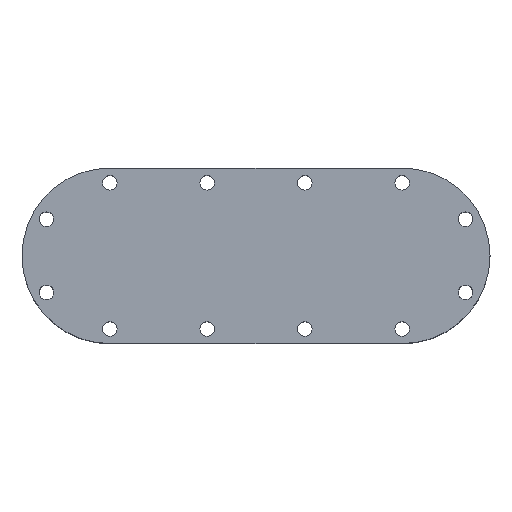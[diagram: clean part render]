
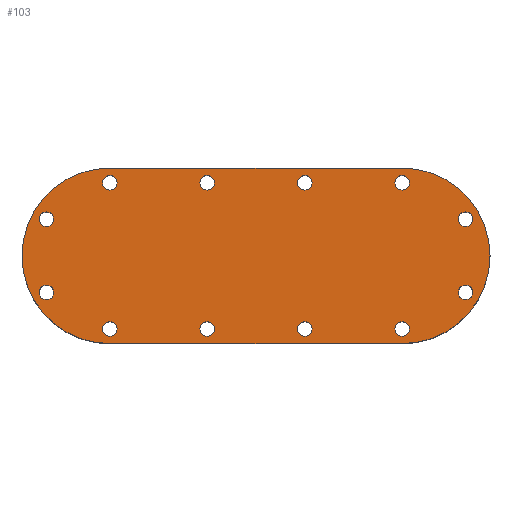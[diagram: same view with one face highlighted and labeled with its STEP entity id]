
A CAD part, top view. The second image highlights one B-rep face of the part: STEP entity #103.
In plain terms, the highlighted planar face has unit normal (0, 0, 1).
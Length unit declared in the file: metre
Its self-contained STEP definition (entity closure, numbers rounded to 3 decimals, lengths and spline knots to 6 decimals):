
#103 = ADVANCED_FACE( '', ( #142, #143, #144, #145, #146, #147, #148, #149, #150, #151, #152, #153, #154 ), #155, .T. );
#142 = FACE_BOUND( '', #286, .T. );
#143 = FACE_BOUND( '', #287, .T. );
#144 = FACE_BOUND( '', #288, .T. );
#145 = FACE_BOUND( '', #289, .T. );
#146 = FACE_BOUND( '', #290, .T. );
#147 = FACE_BOUND( '', #291, .T. );
#148 = FACE_BOUND( '', #292, .T. );
#149 = FACE_BOUND( '', #293, .T. );
#150 = FACE_BOUND( '', #294, .T. );
#151 = FACE_BOUND( '', #295, .T. );
#152 = FACE_BOUND( '', #296, .T. );
#153 = FACE_OUTER_BOUND( '', #297, .T. );
#154 = FACE_BOUND( '', #298, .T. );
#155 = PLANE( '', #299 );
#286 = EDGE_LOOP( '', ( #432 ) );
#287 = EDGE_LOOP( '', ( #433 ) );
#288 = EDGE_LOOP( '', ( #434 ) );
#289 = EDGE_LOOP( '', ( #435 ) );
#290 = EDGE_LOOP( '', ( #436 ) );
#291 = EDGE_LOOP( '', ( #437 ) );
#292 = EDGE_LOOP( '', ( #438 ) );
#293 = EDGE_LOOP( '', ( #439 ) );
#294 = EDGE_LOOP( '', ( #440 ) );
#295 = EDGE_LOOP( '', ( #441 ) );
#296 = EDGE_LOOP( '', ( #442 ) );
#297 = EDGE_LOOP( '', ( #443, #444, #445, #446 ) );
#298 = EDGE_LOOP( '', ( #447 ) );
#299 = AXIS2_PLACEMENT_3D( '', #448, #449, #450 );
#432 = ORIENTED_EDGE( '', *, *, #679, .T. );
#433 = ORIENTED_EDGE( '', *, *, #681, .T. );
#434 = ORIENTED_EDGE( '', *, *, #682, .T. );
#435 = ORIENTED_EDGE( '', *, *, #683, .T. );
#436 = ORIENTED_EDGE( '', *, *, #684, .T. );
#437 = ORIENTED_EDGE( '', *, *, #685, .T. );
#438 = ORIENTED_EDGE( '', *, *, #686, .T. );
#439 = ORIENTED_EDGE( '', *, *, #687, .T. );
#440 = ORIENTED_EDGE( '', *, *, #688, .T. );
#441 = ORIENTED_EDGE( '', *, *, #689, .T. );
#442 = ORIENTED_EDGE( '', *, *, #690, .T. );
#443 = ORIENTED_EDGE( '', *, *, #691, .T. );
#444 = ORIENTED_EDGE( '', *, *, #692, .T. );
#445 = ORIENTED_EDGE( '', *, *, #693, .T. );
#446 = ORIENTED_EDGE( '', *, *, #694, .T. );
#447 = ORIENTED_EDGE( '', *, *, #695, .T. );
#448 = CARTESIAN_POINT( '', ( 0., 0., 0.005 ) );
#449 = DIRECTION( '', ( 0., 0., 1. ) );
#450 = DIRECTION( '', ( 1., 0., 0. ) );
#679 = EDGE_CURVE( '', #751, #751, #752, .F. );
#681 = EDGE_CURVE( '', #755, #755, #756, .F. );
#682 = EDGE_CURVE( '', #757, #757, #758, .F. );
#683 = EDGE_CURVE( '', #759, #759, #760, .F. );
#684 = EDGE_CURVE( '', #761, #761, #762, .F. );
#685 = EDGE_CURVE( '', #763, #763, #764, .F. );
#686 = EDGE_CURVE( '', #765, #765, #766, .F. );
#687 = EDGE_CURVE( '', #767, #767, #768, .F. );
#688 = EDGE_CURVE( '', #769, #769, #770, .F. );
#689 = EDGE_CURVE( '', #771, #771, #772, .F. );
#690 = EDGE_CURVE( '', #773, #773, #774, .F. );
#691 = EDGE_CURVE( '', #775, #776, #777, .T. );
#692 = EDGE_CURVE( '', #776, #778, #779, .T. );
#693 = EDGE_CURVE( '', #778, #780, #781, .T. );
#694 = EDGE_CURVE( '', #780, #775, #782, .T. );
#695 = EDGE_CURVE( '', #783, #783, #784, .F. );
#751 = VERTEX_POINT( '', #887 );
#752 = CIRCLE( '', #888, 0.0025 );
#755 = VERTEX_POINT( '', #891 );
#756 = CIRCLE( '', #892, 0.0025 );
#757 = VERTEX_POINT( '', #893 );
#758 = CIRCLE( '', #894, 0.0025 );
#759 = VERTEX_POINT( '', #895 );
#760 = CIRCLE( '', #896, 0.0025 );
#761 = VERTEX_POINT( '', #897 );
#762 = CIRCLE( '', #898, 0.0025 );
#763 = VERTEX_POINT( '', #899 );
#764 = CIRCLE( '', #900, 0.0025 );
#765 = VERTEX_POINT( '', #901 );
#766 = CIRCLE( '', #902, 0.0025 );
#767 = VERTEX_POINT( '', #903 );
#768 = CIRCLE( '', #904, 0.0025 );
#769 = VERTEX_POINT( '', #905 );
#770 = CIRCLE( '', #906, 0.0025 );
#771 = VERTEX_POINT( '', #907 );
#772 = CIRCLE( '', #908, 0.0025 );
#773 = VERTEX_POINT( '', #909 );
#774 = CIRCLE( '', #910, 0.0025 );
#775 = VERTEX_POINT( '', #911 );
#776 = VERTEX_POINT( '', #912 );
#777 = CIRCLE( '', #913, 0.03 );
#778 = VERTEX_POINT( '', #914 );
#779 = LINE( '', #915, #916 );
#780 = VERTEX_POINT( '', #917 );
#781 = CIRCLE( '', #918, 0.03 );
#782 = LINE( '', #919, #920 );
#783 = VERTEX_POINT( '', #921 );
#784 = CIRCLE( '', #922, 0.0025 );
#887 = CARTESIAN_POINT( '', ( 0.120406, -0.014656, 0.005 ) );
#888 = AXIS2_PLACEMENT_3D( '', #1039, #1040, #1041 );
#891 = CARTESIAN_POINT( '', ( 0.122896, 0.010344, 0.005 ) );
#892 = AXIS2_PLACEMENT_3D( '', #1045, #1046, #1047 );
#893 = CARTESIAN_POINT( '', ( 0.10249, 0.025, 0.005 ) );
#894 = AXIS2_PLACEMENT_3D( '', #1048, #1049, #1050 );
#895 = CARTESIAN_POINT( '', ( 0.06916, 0.025, 0.005 ) );
#896 = AXIS2_PLACEMENT_3D( '', #1051, #1052, #1053 );
#897 = CARTESIAN_POINT( '', ( 0.03583, 0.025, 0.005 ) );
#898 = AXIS2_PLACEMENT_3D( '', #1054, #1055, #1056 );
#899 = CARTESIAN_POINT( '', ( 0.0025, 0.025, 0.005 ) );
#900 = AXIS2_PLACEMENT_3D( '', #1057, #1058, #1059 );
#901 = CARTESIAN_POINT( '', ( 0.10249, -0.025, 0.005 ) );
#902 = AXIS2_PLACEMENT_3D( '', #1060, #1061, #1062 );
#903 = CARTESIAN_POINT( '', ( 0.06916, -0.025, 0.005 ) );
#904 = AXIS2_PLACEMENT_3D( '', #1063, #1064, #1065 );
#905 = CARTESIAN_POINT( '', ( 0.03583, -0.025, 0.005 ) );
#906 = AXIS2_PLACEMENT_3D( '', #1066, #1067, #1068 );
#907 = CARTESIAN_POINT( '', ( -0.022901, 0.010335, 0.005 ) );
#908 = AXIS2_PLACEMENT_3D( '', #1069, #1070, #1071 );
#909 = CARTESIAN_POINT( '', ( -0.020401, -0.014665, 0.005 ) );
#910 = AXIS2_PLACEMENT_3D( '', #1072, #1073, #1074 );
#911 = CARTESIAN_POINT( '', ( 0., 0.03, 0.005 ) );
#912 = CARTESIAN_POINT( '', ( 0., -0.03, 0.005 ) );
#913 = AXIS2_PLACEMENT_3D( '', #1075, #1076, #1077 );
#914 = CARTESIAN_POINT( '', ( 0.1, -0.03, 0.005 ) );
#915 = CARTESIAN_POINT( '', ( 0., -0.03, 0.005 ) );
#916 = VECTOR( '', #1078, 1. );
#917 = CARTESIAN_POINT( '', ( 0.1, 0.03, 0.005 ) );
#918 = AXIS2_PLACEMENT_3D( '', #1079, #1080, #1081 );
#919 = CARTESIAN_POINT( '', ( 0.1, 0.03, 0.005 ) );
#920 = VECTOR( '', #1082, 1. );
#921 = CARTESIAN_POINT( '', ( 0.0025, -0.025, 0.005 ) );
#922 = AXIS2_PLACEMENT_3D( '', #1083, #1084, #1085 );
#1039 = CARTESIAN_POINT( '', ( 0.121656, -0.012491, 0.005 ) );
#1040 = DIRECTION( '', ( 0., 0., 1. ) );
#1041 = DIRECTION( '', ( -0.5, -0.866, 0. ) );
#1045 = CARTESIAN_POINT( '', ( 0.121646, 0.012509, 0.005 ) );
#1046 = DIRECTION( '', ( 0., 0., 1. ) );
#1047 = DIRECTION( '', ( 0.5, -0.866, 0. ) );
#1048 = CARTESIAN_POINT( '', ( 0.09999, 0.025, 0.005 ) );
#1049 = DIRECTION( '', ( 0., 0., 1. ) );
#1050 = DIRECTION( '', ( 1., 0., 0. ) );
#1051 = CARTESIAN_POINT( '', ( 0.06666, 0.025, 0.005 ) );
#1052 = DIRECTION( '', ( 0., 0., 1. ) );
#1053 = DIRECTION( '', ( 1., 0., 0. ) );
#1054 = CARTESIAN_POINT( '', ( 0.03333, 0.025, 0.005 ) );
#1055 = DIRECTION( '', ( 0., 0., 1. ) );
#1056 = DIRECTION( '', ( 1., 0., 0. ) );
#1057 = CARTESIAN_POINT( '', ( 0., 0.025, 0.005 ) );
#1058 = DIRECTION( '', ( 0., 0., 1. ) );
#1059 = DIRECTION( '', ( 1., 0., 0. ) );
#1060 = CARTESIAN_POINT( '', ( 0.09999, -0.025, 0.005 ) );
#1061 = DIRECTION( '', ( 0., 0., 1. ) );
#1062 = DIRECTION( '', ( 1., 0., 0. ) );
#1063 = CARTESIAN_POINT( '', ( 0.06666, -0.025, 0.005 ) );
#1064 = DIRECTION( '', ( 0., 0., 1. ) );
#1065 = DIRECTION( '', ( 1., 0., 0. ) );
#1066 = CARTESIAN_POINT( '', ( 0.03333, -0.025, 0.005 ) );
#1067 = DIRECTION( '', ( 0., 0., 1. ) );
#1068 = DIRECTION( '', ( 1., 0., 0. ) );
#1069 = CARTESIAN_POINT( '', ( -0.021651, 0.0125, 0.005 ) );
#1070 = DIRECTION( '', ( 0., 0., 1. ) );
#1071 = DIRECTION( '', ( -0.5, -0.866, 0. ) );
#1072 = CARTESIAN_POINT( '', ( -0.021651, -0.0125, 0.005 ) );
#1073 = DIRECTION( '', ( 0., 0., 1. ) );
#1074 = DIRECTION( '', ( 0.5, -0.866, 0. ) );
#1075 = CARTESIAN_POINT( '', ( 0., 0., 0.005 ) );
#1076 = DIRECTION( '', ( 0., 0., 1. ) );
#1077 = DIRECTION( '', ( 1., 0., 0. ) );
#1078 = DIRECTION( '', ( 1., 0., 0. ) );
#1079 = CARTESIAN_POINT( '', ( 0.1, 0., 0.005 ) );
#1080 = DIRECTION( '', ( 0., 0., 1. ) );
#1081 = DIRECTION( '', ( 1., 0., 0. ) );
#1082 = DIRECTION( '', ( -1., 0., 0. ) );
#1083 = CARTESIAN_POINT( '', ( 0., -0.025, 0.005 ) );
#1084 = DIRECTION( '', ( 0., 0., 1. ) );
#1085 = DIRECTION( '', ( 1., 0., 0. ) );
